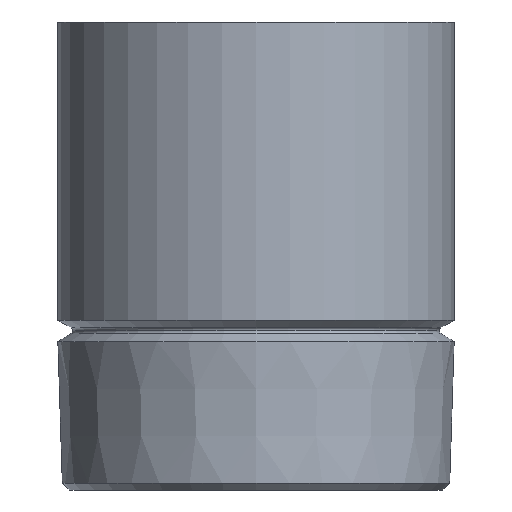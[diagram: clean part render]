
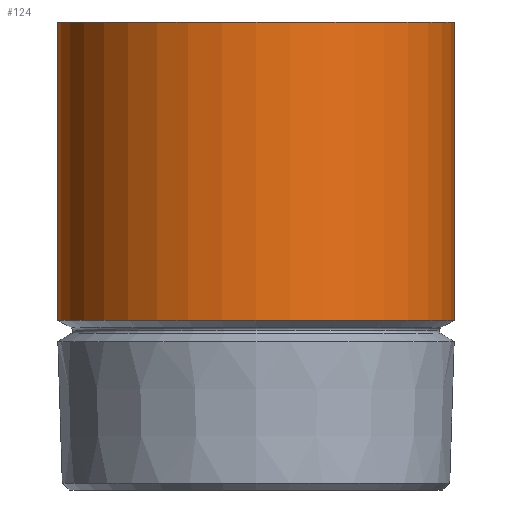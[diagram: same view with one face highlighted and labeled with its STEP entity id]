
A CAD part, front view. The second image highlights one B-rep face of the part: STEP entity #124.
In plain terms, the highlighted cylindrical face has radius 21.2 mm (diameter 42.4 mm), a partial arc.
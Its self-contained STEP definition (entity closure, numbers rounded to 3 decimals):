
#30 = EDGE_CURVE ( 'NONE', #68, #64, #221, .T. ) ;
#33 = ORIENTED_EDGE ( 'NONE', *, *, #81, .T. ) ;
#64 = VERTEX_POINT ( 'NONE', #276 ) ;
#66 = VERTEX_POINT ( 'NONE', #275 ) ;
#68 = VERTEX_POINT ( 'NONE', #273 ) ;
#79 = VERTEX_POINT ( 'NONE', #315 ) ;
#81 = EDGE_CURVE ( 'NONE', #66, #79, #314, .T. ) ;
#114 = ORIENTED_EDGE ( 'NONE', *, *, #116, .F. ) ;
#116 = EDGE_CURVE ( 'NONE', #64, #79, #381, .T. ) ;
#119 = ORIENTED_EDGE ( 'NONE', *, *, #120, .F. ) ;
#120 = EDGE_CURVE ( 'NONE', #66, #68, #373, .T. ) ;
#121 = EDGE_LOOP ( 'NONE', ( #125, #119, #33, #114 ) ) ;
#124 = ADVANCED_FACE ( 'NONE', ( #363 ), #362, .T. ) ;
#125 = ORIENTED_EDGE ( 'NONE', *, *, #30, .F. ) ;
#218 = DIRECTION ( 'NONE',  ( 0., 0., 1. ) ) ;
#219 = VECTOR ( 'NONE', #218, 1000. ) ;
#220 = CARTESIAN_POINT ( 'NONE',  ( -21.2, 0., 0. ) ) ;
#221 = LINE ( 'NONE', #220, #219 ) ;
#273 = CARTESIAN_POINT ( 'NONE',  ( -21.2, 0., -31.867 ) ) ;
#275 = CARTESIAN_POINT ( 'NONE',  ( 21.2, 0., -31.867 ) ) ;
#276 = CARTESIAN_POINT ( 'NONE',  ( -21.2, 0., 0. ) ) ;
#311 = DIRECTION ( 'NONE',  ( 0., 0., 1. ) ) ;
#312 = VECTOR ( 'NONE', #311, 1000. ) ;
#313 = CARTESIAN_POINT ( 'NONE',  ( 21.2, 0., 0. ) ) ;
#314 = LINE ( 'NONE', #313, #312 ) ;
#315 = CARTESIAN_POINT ( 'NONE',  ( 21.2, 0., 0. ) ) ;
#358 = DIRECTION ( 'NONE',  ( 1., 0., 0. ) ) ;
#359 = DIRECTION ( 'NONE',  ( 0., 0., 1. ) ) ;
#360 = CARTESIAN_POINT ( 'NONE',  ( 0., 0., 0. ) ) ;
#361 = AXIS2_PLACEMENT_3D ( 'NONE', #360, #359, #358 ) ;
#362 = CYLINDRICAL_SURFACE ( 'NONE', #361, 21.2 ) ;
#363 = FACE_OUTER_BOUND ( 'NONE', #121, .T. ) ;
#369 = DIRECTION ( 'NONE',  ( 1., 0., 0. ) ) ;
#370 = DIRECTION ( 'NONE',  ( 0., 0., -1. ) ) ;
#371 = CARTESIAN_POINT ( 'NONE',  ( 0., 0., -31.867 ) ) ;
#372 = AXIS2_PLACEMENT_3D ( 'NONE', #371, #370, #369 ) ;
#373 = CIRCLE ( 'NONE', #372, 21.2 ) ;
#374 = DIRECTION ( 'NONE',  ( 1., 0., 0. ) ) ;
#375 = DIRECTION ( 'NONE',  ( 0., 0., 1. ) ) ;
#376 = CARTESIAN_POINT ( 'NONE',  ( 0., 0., 0. ) ) ;
#377 = AXIS2_PLACEMENT_3D ( 'NONE', #376, #375, #374 ) ;
#381 = CIRCLE ( 'NONE', #377, 21.2 ) ;
